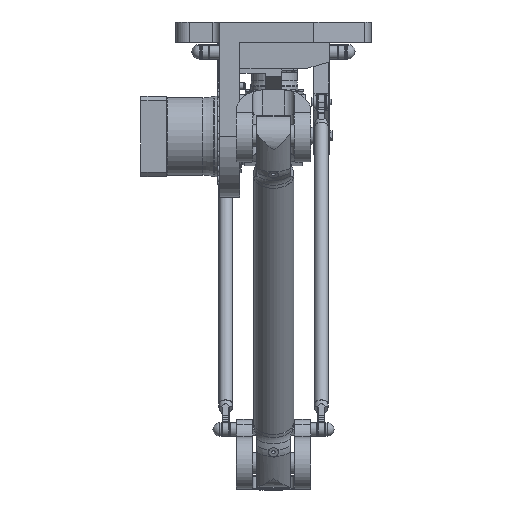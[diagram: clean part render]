
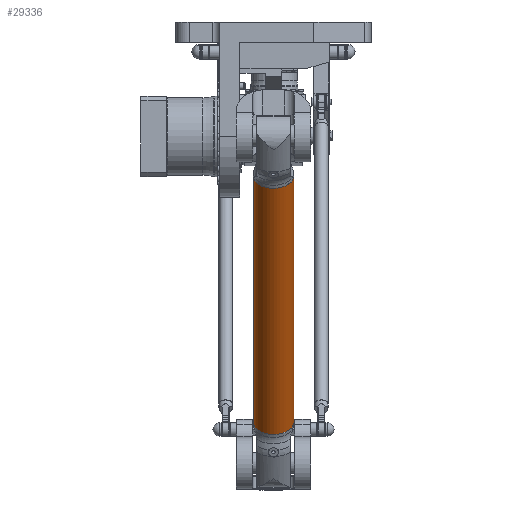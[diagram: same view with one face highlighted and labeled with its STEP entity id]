
A CAD part, front view. The second image highlights one B-rep face of the part: STEP entity #29336.
In plain terms, the highlighted cylindrical face has radius 30 mm (diameter 60 mm), a full revolution.
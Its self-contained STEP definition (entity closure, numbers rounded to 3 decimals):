
#1253=FACE_BOUND('',#8305,.T.);
#3392=CIRCLE('',#32706,30.);
#3399=CIRCLE('',#32718,30.);
#4150=CYLINDRICAL_SURFACE('',#32719,30.);
#5782=FACE_OUTER_BOUND('',#8304,.T.);
#8304=EDGE_LOOP('',(#25566));
#8305=EDGE_LOOP('',(#25567));
#15110=VERTEX_POINT('',#53778);
#15117=VERTEX_POINT('',#53797);
#18687=EDGE_CURVE('',#15110,#15110,#3392,.T.);
#18694=EDGE_CURVE('',#15117,#15117,#3399,.T.);
#25566=ORIENTED_EDGE('',*,*,#18694,.T.);
#25567=ORIENTED_EDGE('',*,*,#18687,.T.);
#29336=ADVANCED_FACE('',(#5782,#1253),#4150,.T.);
#32706=AXIS2_PLACEMENT_3D('',#53779,#40700,#40701);
#32718=AXIS2_PLACEMENT_3D('',#53798,#40724,#40725);
#32719=AXIS2_PLACEMENT_3D('',#53799,#40726,#40727);
#40700=DIRECTION('center_axis',(-1.,0.,0.));
#40701=DIRECTION('ref_axis',(0.,0.,1.));
#40724=DIRECTION('center_axis',(1.,0.,0.));
#40725=DIRECTION('ref_axis',(0.,0.,1.));
#40726=DIRECTION('center_axis',(-1.,0.,0.));
#40727=DIRECTION('ref_axis',(0.,0.,1.));
#53778=CARTESIAN_POINT('',(59.9,0.,30.));
#53779=CARTESIAN_POINT('Origin',(59.9,0.,0.));
#53797=CARTESIAN_POINT('',(-394.9,0.,30.));
#53798=CARTESIAN_POINT('Origin',(-394.9,0.,0.));
#53799=CARTESIAN_POINT('Origin',(65.,0.,0.));
